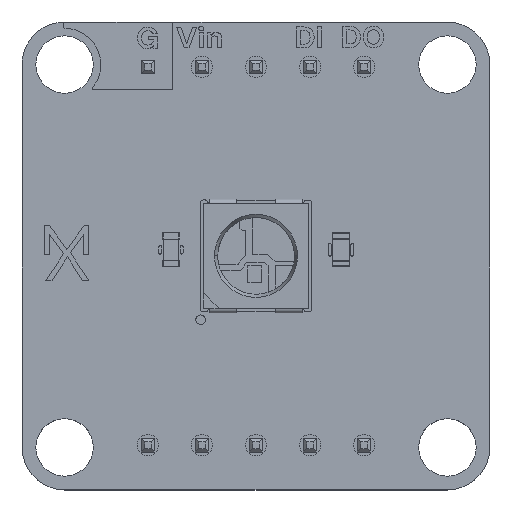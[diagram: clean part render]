
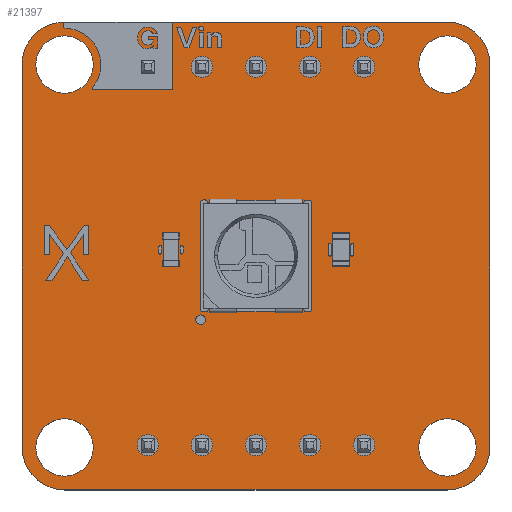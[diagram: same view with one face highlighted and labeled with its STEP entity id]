
A CAD part, top view. The second image highlights one B-rep face of the part: STEP entity #21397.
In plain terms, the highlighted planar face has unit normal (0, 0, 1).
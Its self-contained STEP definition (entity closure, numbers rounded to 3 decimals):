
#21094 = VERTEX_POINT('',#21095);
#21095 = CARTESIAN_POINT('',(9.,11.,1.51));
#21101 = EDGE_CURVE('',#21094,#21102,#21104,.T.);
#21102 = VERTEX_POINT('',#21103);
#21103 = CARTESIAN_POINT('',(11.,9.,1.51));
#21104 = CIRCLE('',#21105,2.);
#21105 = AXIS2_PLACEMENT_3D('',#21106,#21107,#21108);
#21106 = CARTESIAN_POINT('',(9.,9.,1.51));
#21107 = DIRECTION('',(0.,0.,-1.));
#21108 = DIRECTION('',(0.,1.,0.));
#21136 = VERTEX_POINT('',#21137);
#21137 = CARTESIAN_POINT('',(-8.991,11.,1.51));
#21143 = EDGE_CURVE('',#21136,#21094,#21144,.T.);
#21144 = LINE('',#21145,#21146);
#21145 = CARTESIAN_POINT('',(-8.991,11.,1.51));
#21146 = VECTOR('',#21147,1.);
#21147 = DIRECTION('',(1.,0.,0.));
#21165 = EDGE_CURVE('',#21102,#21166,#21168,.T.);
#21166 = VERTEX_POINT('',#21167);
#21167 = CARTESIAN_POINT('',(11.,-9.,1.51));
#21168 = LINE('',#21169,#21170);
#21169 = CARTESIAN_POINT('',(11.,9.,1.51));
#21170 = VECTOR('',#21171,1.);
#21171 = DIRECTION('',(0.,-1.,0.));
#21397 = ADVANCED_FACE('',(#21398,#21444,#21455,#21466,#21477,#21488,
    #21499,#21510,#21521,#21532,#21543,#21554,#21565,#21576,#21587),
  #21598,.T.);
#21398 = FACE_BOUND('',#21399,.T.);
#21399 = EDGE_LOOP('',(#21400,#21401,#21402,#21411,#21419,#21428,#21436,
    #21443));
#21400 = ORIENTED_EDGE('',*,*,#21101,.F.);
#21401 = ORIENTED_EDGE('',*,*,#21143,.F.);
#21402 = ORIENTED_EDGE('',*,*,#21403,.F.);
#21403 = EDGE_CURVE('',#21404,#21136,#21406,.T.);
#21404 = VERTEX_POINT('',#21405);
#21405 = CARTESIAN_POINT('',(-11.,9.,1.51));
#21406 = CIRCLE('',#21407,2.);
#21407 = AXIS2_PLACEMENT_3D('',#21408,#21409,#21410);
#21408 = CARTESIAN_POINT('',(-9.,9.,1.51));
#21409 = DIRECTION('',(0.,0.,-1.));
#21410 = DIRECTION('',(-1.,0.,0.));
#21411 = ORIENTED_EDGE('',*,*,#21412,.F.);
#21412 = EDGE_CURVE('',#21413,#21404,#21415,.T.);
#21413 = VERTEX_POINT('',#21414);
#21414 = CARTESIAN_POINT('',(-11.,-9.,1.51));
#21415 = LINE('',#21416,#21417);
#21416 = CARTESIAN_POINT('',(-11.,-9.,1.51));
#21417 = VECTOR('',#21418,1.);
#21418 = DIRECTION('',(0.,1.,0.));
#21419 = ORIENTED_EDGE('',*,*,#21420,.F.);
#21420 = EDGE_CURVE('',#21421,#21413,#21423,.T.);
#21421 = VERTEX_POINT('',#21422);
#21422 = CARTESIAN_POINT('',(-9.,-11.,1.51));
#21423 = CIRCLE('',#21424,2.);
#21424 = AXIS2_PLACEMENT_3D('',#21425,#21426,#21427);
#21425 = CARTESIAN_POINT('',(-9.,-9.,1.51));
#21426 = DIRECTION('',(0.,0.,-1.));
#21427 = DIRECTION('',(0.,-1.,0.));
#21428 = ORIENTED_EDGE('',*,*,#21429,.F.);
#21429 = EDGE_CURVE('',#21430,#21421,#21432,.T.);
#21430 = VERTEX_POINT('',#21431);
#21431 = CARTESIAN_POINT('',(9.,-11.,1.51));
#21432 = LINE('',#21433,#21434);
#21433 = CARTESIAN_POINT('',(9.,-11.,1.51));
#21434 = VECTOR('',#21435,1.);
#21435 = DIRECTION('',(-1.,0.,0.));
#21436 = ORIENTED_EDGE('',*,*,#21437,.F.);
#21437 = EDGE_CURVE('',#21166,#21430,#21438,.T.);
#21438 = CIRCLE('',#21439,2.);
#21439 = AXIS2_PLACEMENT_3D('',#21440,#21441,#21442);
#21440 = CARTESIAN_POINT('',(9.,-9.,1.51));
#21441 = DIRECTION('',(0.,0.,-1.));
#21442 = DIRECTION('',(1.,0.,0.));
#21443 = ORIENTED_EDGE('',*,*,#21165,.F.);
#21444 = FACE_BOUND('',#21445,.T.);
#21445 = EDGE_LOOP('',(#21446));
#21446 = ORIENTED_EDGE('',*,*,#21447,.T.);
#21447 = EDGE_CURVE('',#21448,#21448,#21450,.T.);
#21448 = VERTEX_POINT('',#21449);
#21449 = CARTESIAN_POINT('',(-9.,-10.35,1.51));
#21450 = CIRCLE('',#21451,1.35);
#21451 = AXIS2_PLACEMENT_3D('',#21452,#21453,#21454);
#21452 = CARTESIAN_POINT('',(-9.,-9.,1.51));
#21453 = DIRECTION('',(-0.,0.,-1.));
#21454 = DIRECTION('',(-0.,-1.,0.));
#21455 = FACE_BOUND('',#21456,.T.);
#21456 = EDGE_LOOP('',(#21457));
#21457 = ORIENTED_EDGE('',*,*,#21458,.T.);
#21458 = EDGE_CURVE('',#21459,#21459,#21461,.T.);
#21459 = VERTEX_POINT('',#21460);
#21460 = CARTESIAN_POINT('',(-5.08,-9.39,1.51));
#21461 = CIRCLE('',#21462,0.5);
#21462 = AXIS2_PLACEMENT_3D('',#21463,#21464,#21465);
#21463 = CARTESIAN_POINT('',(-5.08,-8.89,1.51));
#21464 = DIRECTION('',(-0.,0.,-1.));
#21465 = DIRECTION('',(-0.,-1.,0.));
#21466 = FACE_BOUND('',#21467,.T.);
#21467 = EDGE_LOOP('',(#21468));
#21468 = ORIENTED_EDGE('',*,*,#21469,.T.);
#21469 = EDGE_CURVE('',#21470,#21470,#21472,.T.);
#21470 = VERTEX_POINT('',#21471);
#21471 = CARTESIAN_POINT('',(-2.54,-9.39,1.51));
#21472 = CIRCLE('',#21473,0.5);
#21473 = AXIS2_PLACEMENT_3D('',#21474,#21475,#21476);
#21474 = CARTESIAN_POINT('',(-2.54,-8.89,1.51));
#21475 = DIRECTION('',(-0.,0.,-1.));
#21476 = DIRECTION('',(-0.,-1.,0.));
#21477 = FACE_BOUND('',#21478,.T.);
#21478 = EDGE_LOOP('',(#21479));
#21479 = ORIENTED_EDGE('',*,*,#21480,.T.);
#21480 = EDGE_CURVE('',#21481,#21481,#21483,.T.);
#21481 = VERTEX_POINT('',#21482);
#21482 = CARTESIAN_POINT('',(0.,-9.39,1.51));
#21483 = CIRCLE('',#21484,0.5);
#21484 = AXIS2_PLACEMENT_3D('',#21485,#21486,#21487);
#21485 = CARTESIAN_POINT('',(0.,-8.89,1.51));
#21486 = DIRECTION('',(-0.,0.,-1.));
#21487 = DIRECTION('',(0.,-1.,-0.));
#21488 = FACE_BOUND('',#21489,.T.);
#21489 = EDGE_LOOP('',(#21490));
#21490 = ORIENTED_EDGE('',*,*,#21491,.T.);
#21491 = EDGE_CURVE('',#21492,#21492,#21494,.T.);
#21492 = VERTEX_POINT('',#21493);
#21493 = CARTESIAN_POINT('',(2.54,-9.39,1.51));
#21494 = CIRCLE('',#21495,0.5);
#21495 = AXIS2_PLACEMENT_3D('',#21496,#21497,#21498);
#21496 = CARTESIAN_POINT('',(2.54,-8.89,1.51));
#21497 = DIRECTION('',(-0.,0.,-1.));
#21498 = DIRECTION('',(-0.,-1.,0.));
#21499 = FACE_BOUND('',#21500,.T.);
#21500 = EDGE_LOOP('',(#21501));
#21501 = ORIENTED_EDGE('',*,*,#21502,.T.);
#21502 = EDGE_CURVE('',#21503,#21503,#21505,.T.);
#21503 = VERTEX_POINT('',#21504);
#21504 = CARTESIAN_POINT('',(5.08,-9.39,1.51));
#21505 = CIRCLE('',#21506,0.5);
#21506 = AXIS2_PLACEMENT_3D('',#21507,#21508,#21509);
#21507 = CARTESIAN_POINT('',(5.08,-8.89,1.51));
#21508 = DIRECTION('',(-0.,0.,-1.));
#21509 = DIRECTION('',(-0.,-1.,0.));
#21510 = FACE_BOUND('',#21511,.T.);
#21511 = EDGE_LOOP('',(#21512));
#21512 = ORIENTED_EDGE('',*,*,#21513,.T.);
#21513 = EDGE_CURVE('',#21514,#21514,#21516,.T.);
#21514 = VERTEX_POINT('',#21515);
#21515 = CARTESIAN_POINT('',(9.,-10.35,1.51));
#21516 = CIRCLE('',#21517,1.35);
#21517 = AXIS2_PLACEMENT_3D('',#21518,#21519,#21520);
#21518 = CARTESIAN_POINT('',(9.,-9.,1.51));
#21519 = DIRECTION('',(-0.,0.,-1.));
#21520 = DIRECTION('',(-0.,-1.,0.));
#21521 = FACE_BOUND('',#21522,.T.);
#21522 = EDGE_LOOP('',(#21523));
#21523 = ORIENTED_EDGE('',*,*,#21524,.T.);
#21524 = EDGE_CURVE('',#21525,#21525,#21527,.T.);
#21525 = VERTEX_POINT('',#21526);
#21526 = CARTESIAN_POINT('',(-9.,7.65,1.51));
#21527 = CIRCLE('',#21528,1.35);
#21528 = AXIS2_PLACEMENT_3D('',#21529,#21530,#21531);
#21529 = CARTESIAN_POINT('',(-9.,9.,1.51));
#21530 = DIRECTION('',(-0.,0.,-1.));
#21531 = DIRECTION('',(0.,-1.,-0.));
#21532 = FACE_BOUND('',#21533,.T.);
#21533 = EDGE_LOOP('',(#21534));
#21534 = ORIENTED_EDGE('',*,*,#21535,.T.);
#21535 = EDGE_CURVE('',#21536,#21536,#21538,.T.);
#21536 = VERTEX_POINT('',#21537);
#21537 = CARTESIAN_POINT('',(-5.08,8.39,1.51));
#21538 = CIRCLE('',#21539,0.5);
#21539 = AXIS2_PLACEMENT_3D('',#21540,#21541,#21542);
#21540 = CARTESIAN_POINT('',(-5.08,8.89,1.51));
#21541 = DIRECTION('',(-0.,0.,-1.));
#21542 = DIRECTION('',(-0.,-1.,0.));
#21543 = FACE_BOUND('',#21544,.T.);
#21544 = EDGE_LOOP('',(#21545));
#21545 = ORIENTED_EDGE('',*,*,#21546,.T.);
#21546 = EDGE_CURVE('',#21547,#21547,#21549,.T.);
#21547 = VERTEX_POINT('',#21548);
#21548 = CARTESIAN_POINT('',(-2.54,8.39,1.51));
#21549 = CIRCLE('',#21550,0.5);
#21550 = AXIS2_PLACEMENT_3D('',#21551,#21552,#21553);
#21551 = CARTESIAN_POINT('',(-2.54,8.89,1.51));
#21552 = DIRECTION('',(-0.,0.,-1.));
#21553 = DIRECTION('',(-0.,-1.,0.));
#21554 = FACE_BOUND('',#21555,.T.);
#21555 = EDGE_LOOP('',(#21556));
#21556 = ORIENTED_EDGE('',*,*,#21557,.T.);
#21557 = EDGE_CURVE('',#21558,#21558,#21560,.T.);
#21558 = VERTEX_POINT('',#21559);
#21559 = CARTESIAN_POINT('',(0.,8.39,1.51));
#21560 = CIRCLE('',#21561,0.5);
#21561 = AXIS2_PLACEMENT_3D('',#21562,#21563,#21564);
#21562 = CARTESIAN_POINT('',(0.,8.89,1.51));
#21563 = DIRECTION('',(-0.,0.,-1.));
#21564 = DIRECTION('',(0.,-1.,-0.));
#21565 = FACE_BOUND('',#21566,.T.);
#21566 = EDGE_LOOP('',(#21567));
#21567 = ORIENTED_EDGE('',*,*,#21568,.T.);
#21568 = EDGE_CURVE('',#21569,#21569,#21571,.T.);
#21569 = VERTEX_POINT('',#21570);
#21570 = CARTESIAN_POINT('',(2.54,8.39,1.51));
#21571 = CIRCLE('',#21572,0.5);
#21572 = AXIS2_PLACEMENT_3D('',#21573,#21574,#21575);
#21573 = CARTESIAN_POINT('',(2.54,8.89,1.51));
#21574 = DIRECTION('',(-0.,0.,-1.));
#21575 = DIRECTION('',(-0.,-1.,0.));
#21576 = FACE_BOUND('',#21577,.T.);
#21577 = EDGE_LOOP('',(#21578));
#21578 = ORIENTED_EDGE('',*,*,#21579,.T.);
#21579 = EDGE_CURVE('',#21580,#21580,#21582,.T.);
#21580 = VERTEX_POINT('',#21581);
#21581 = CARTESIAN_POINT('',(5.08,8.39,1.51));
#21582 = CIRCLE('',#21583,0.5);
#21583 = AXIS2_PLACEMENT_3D('',#21584,#21585,#21586);
#21584 = CARTESIAN_POINT('',(5.08,8.89,1.51));
#21585 = DIRECTION('',(-0.,0.,-1.));
#21586 = DIRECTION('',(-0.,-1.,0.));
#21587 = FACE_BOUND('',#21588,.T.);
#21588 = EDGE_LOOP('',(#21589));
#21589 = ORIENTED_EDGE('',*,*,#21590,.T.);
#21590 = EDGE_CURVE('',#21591,#21591,#21593,.T.);
#21591 = VERTEX_POINT('',#21592);
#21592 = CARTESIAN_POINT('',(9.,7.65,1.51));
#21593 = CIRCLE('',#21594,1.35);
#21594 = AXIS2_PLACEMENT_3D('',#21595,#21596,#21597);
#21595 = CARTESIAN_POINT('',(9.,9.,1.51));
#21596 = DIRECTION('',(-0.,0.,-1.));
#21597 = DIRECTION('',(-0.,-1.,0.));
#21598 = PLANE('',#21599);
#21599 = AXIS2_PLACEMENT_3D('',#21600,#21601,#21602);
#21600 = CARTESIAN_POINT('',(0.,0.,1.51));
#21601 = DIRECTION('',(0.,0.,1.));
#21602 = DIRECTION('',(1.,0.,-0.));
